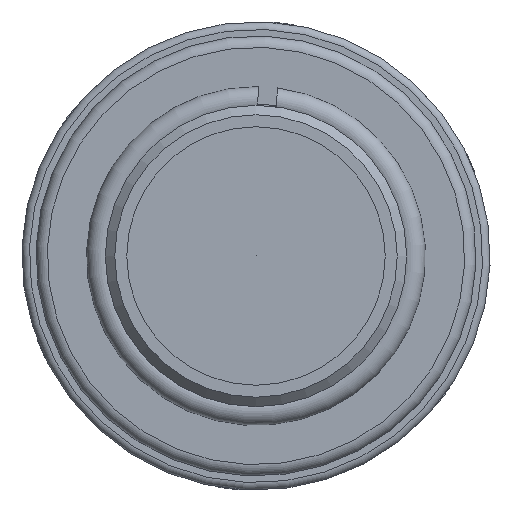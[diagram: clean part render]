
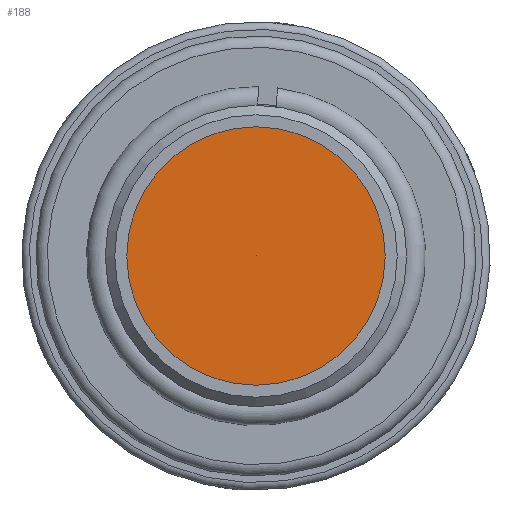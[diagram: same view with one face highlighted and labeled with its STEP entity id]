
A CAD part, left-side view. The second image highlights one B-rep face of the part: STEP entity #188.
In plain terms, the highlighted conical face has half-angle 89.978 degrees and reference radius 3.421 mm.
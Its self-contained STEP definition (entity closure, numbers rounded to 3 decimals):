
#73=CARTESIAN_POINT('',(0.0,6.841,0.0));
#74=VERTEX_POINT('',#73);
#75=CARTESIAN_POINT('',(-0.003,0.,0.0));
#76=DIRECTION('',(1.,0.,0.0));
#77=DIRECTION('',(0.,1.,0.0));
#78=AXIS2_PLACEMENT_3D('',#75,#76,#77);
#79=CIRCLE('',#78,6.841);
#80=EDGE_CURVE('',#74,#74,#79,.T.);
#180=CARTESIAN_POINT('',(-0.001,0.,0.0));
#181=DIRECTION('',(-1.,0.,0.0));
#182=DIRECTION('',(0.,1.,0.0));
#183=AXIS2_PLACEMENT_3D('',#180,#181,#182);
#184=CONICAL_SURFACE('',#183,3.421,89.978);
#185=ORIENTED_EDGE('',*,*,#80,.F.);
#186=EDGE_LOOP('',(#185));
#187=FACE_OUTER_BOUND('',#186,.T.);
#188=ADVANCED_FACE('',(#187),#184,.F.);
